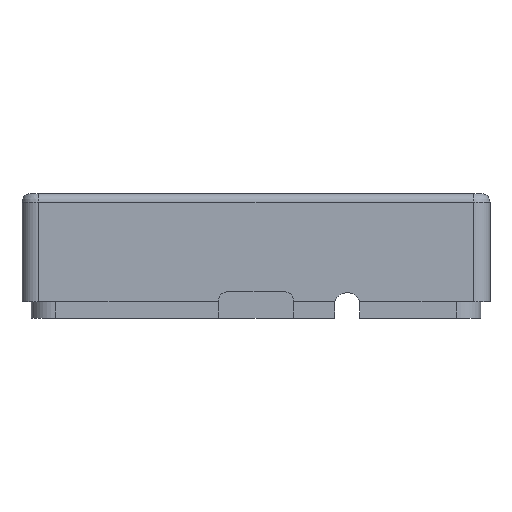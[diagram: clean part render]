
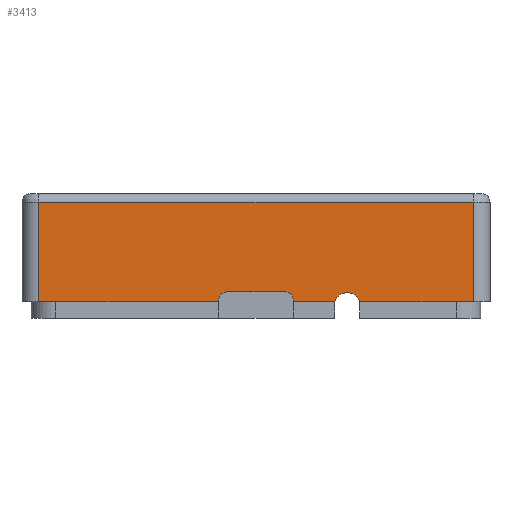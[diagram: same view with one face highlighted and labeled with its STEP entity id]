
A CAD part, front view. The second image highlights one B-rep face of the part: STEP entity #3413.
In plain terms, the highlighted planar face has unit normal (0, -1, 0).
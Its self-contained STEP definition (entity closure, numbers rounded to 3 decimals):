
#276=FACE_OUTER_BOUND('',#489,.T.);
#489=EDGE_LOOP('',(#3091,#3092,#3093,#3094,#3095,#3096,#3097,#3098,#3099,
#3100,#3101,#3102));
#557=CIRCLE('',#3635,1.55);
#558=CIRCLE('',#3637,1.);
#559=CIRCLE('',#3640,1.);
#774=LINE('',#5036,#1173);
#935=LINE('',#5714,#1334);
#938=LINE('',#5746,#1337);
#942=LINE('',#5756,#1341);
#946=LINE('',#5769,#1345);
#949=LINE('',#5777,#1348);
#951=LINE('',#5780,#1350);
#952=LINE('',#5782,#1351);
#958=LINE('',#5797,#1357);
#1173=VECTOR('',#4052,10.);
#1334=VECTOR('',#4445,10.);
#1337=VECTOR('',#4462,10.);
#1341=VECTOR('',#4474,10.);
#1345=VECTOR('',#4488,10.);
#1348=VECTOR('',#4497,10.);
#1350=VECTOR('',#4501,10.);
#1351=VECTOR('',#4504,10.);
#1357=VECTOR('',#4528,10.);
#1555=VERTEX_POINT('',#5033);
#1556=VERTEX_POINT('',#5035);
#1658=VERTEX_POINT('',#5708);
#1659=VERTEX_POINT('',#5712);
#1663=VERTEX_POINT('',#5744);
#1665=VERTEX_POINT('',#5754);
#1666=VERTEX_POINT('',#5758);
#1667=VERTEX_POINT('',#5762);
#1668=VERTEX_POINT('',#5763);
#1669=VERTEX_POINT('',#5768);
#1670=VERTEX_POINT('',#5772);
#1671=VERTEX_POINT('',#5776);
#1921=EDGE_CURVE('',#1555,#1556,#774,.T.);
#2116=EDGE_CURVE('',#1658,#1659,#935,.T.);
#2124=EDGE_CURVE('',#1663,#1658,#938,.T.);
#2129=EDGE_CURVE('',#1665,#1663,#942,.T.);
#2130=EDGE_CURVE('',#1666,#1556,#557,.T.);
#2132=EDGE_CURVE('',#1667,#1668,#558,.T.);
#2135=EDGE_CURVE('',#1668,#1669,#946,.T.);
#2137=EDGE_CURVE('',#1669,#1670,#559,.T.);
#2139=EDGE_CURVE('',#1670,#1671,#949,.T.);
#2141=EDGE_CURVE('',#1665,#1667,#951,.T.);
#2142=EDGE_CURVE('',#1666,#1671,#952,.T.);
#2148=EDGE_CURVE('',#1555,#1659,#958,.T.);
#3091=ORIENTED_EDGE('',*,*,#2116,.F.);
#3092=ORIENTED_EDGE('',*,*,#2124,.F.);
#3093=ORIENTED_EDGE('',*,*,#2129,.F.);
#3094=ORIENTED_EDGE('',*,*,#2141,.T.);
#3095=ORIENTED_EDGE('',*,*,#2132,.T.);
#3096=ORIENTED_EDGE('',*,*,#2135,.T.);
#3097=ORIENTED_EDGE('',*,*,#2137,.T.);
#3098=ORIENTED_EDGE('',*,*,#2139,.T.);
#3099=ORIENTED_EDGE('',*,*,#2142,.F.);
#3100=ORIENTED_EDGE('',*,*,#2130,.T.);
#3101=ORIENTED_EDGE('',*,*,#1921,.F.);
#3102=ORIENTED_EDGE('',*,*,#2148,.T.);
#3237=PLANE('',#3653);
#3413=ADVANCED_FACE('',(#276),#3237,.T.);
#3635=AXIS2_PLACEMENT_3D('',#5759,#4477,#4478);
#3637=AXIS2_PLACEMENT_3D('',#5764,#4482,#4483);
#3640=AXIS2_PLACEMENT_3D('',#5773,#4492,#4493);
#3653=AXIS2_PLACEMENT_3D('',#5798,#4529,#4530);
#4052=DIRECTION('',(-1.,0.,0.));
#4445=DIRECTION('',(1.,0.,0.));
#4462=DIRECTION('',(0.,0.,1.));
#4474=DIRECTION('',(-1.,0.,0.));
#4477=DIRECTION('center_axis',(0.,1.,0.));
#4478=DIRECTION('ref_axis',(1.,0.,0.));
#4482=DIRECTION('center_axis',(0.,1.,0.));
#4483=DIRECTION('ref_axis',(0.,0.,1.));
#4488=DIRECTION('',(1.,0.,0.));
#4492=DIRECTION('center_axis',(0.,1.,0.));
#4493=DIRECTION('ref_axis',(1.,0.,0.));
#4497=DIRECTION('',(0.,0.,-1.));
#4501=DIRECTION('',(0.,0.,1.));
#4504=DIRECTION('',(-1.,0.,0.));
#4528=DIRECTION('',(0.,0.,1.));
#4529=DIRECTION('center_axis',(0.,-1.,0.));
#4530=DIRECTION('ref_axis',(1.,0.,0.));
#5033=CARTESIAN_POINT('',(52.1,-101.9,-1.1));
#5035=CARTESIAN_POINT('',(38.439,-101.9,-1.1));
#5036=CARTESIAN_POINT('',(52.1,-101.9,-1.1));
#5708=CARTESIAN_POINT('',(-0.1,-101.9,10.85));
#5712=CARTESIAN_POINT('',(52.1,-101.9,10.85));
#5714=CARTESIAN_POINT('',(12.95,-101.9,10.85));
#5744=CARTESIAN_POINT('',(-0.1,-101.9,-1.1));
#5746=CARTESIAN_POINT('',(-0.1,-101.9,1.6));
#5754=CARTESIAN_POINT('',(21.502,-101.9,-1.1));
#5756=CARTESIAN_POINT('',(52.1,-101.9,-1.1));
#5758=CARTESIAN_POINT('',(35.487,-101.9,-1.1));
#5759=CARTESIAN_POINT('Origin',(36.963,-101.9,-1.572));
#5762=CARTESIAN_POINT('',(21.502,-101.9,-0.947));
#5763=CARTESIAN_POINT('',(22.502,-101.9,0.053));
#5764=CARTESIAN_POINT('Origin',(22.502,-101.9,-0.947));
#5768=CARTESIAN_POINT('',(29.502,-101.9,0.053));
#5769=CARTESIAN_POINT('',(11.201,-101.9,0.053));
#5772=CARTESIAN_POINT('',(30.502,-101.9,-0.947));
#5773=CARTESIAN_POINT('Origin',(29.502,-101.9,-0.947));
#5776=CARTESIAN_POINT('',(30.502,-101.9,-1.1));
#5777=CARTESIAN_POINT('',(30.502,-101.9,0.327));
#5780=CARTESIAN_POINT('',(21.502,-101.9,-0.298));
#5782=CARTESIAN_POINT('',(52.1,-101.9,-1.1));
#5797=CARTESIAN_POINT('',(52.1,-101.9,1.6));
#5798=CARTESIAN_POINT('Origin',(-0.1,-101.9,1.6));
